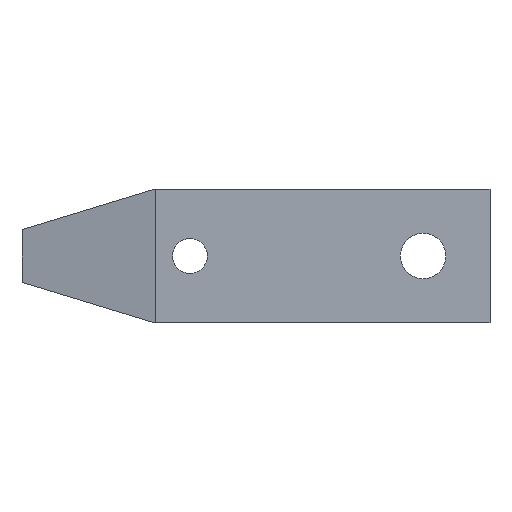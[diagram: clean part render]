
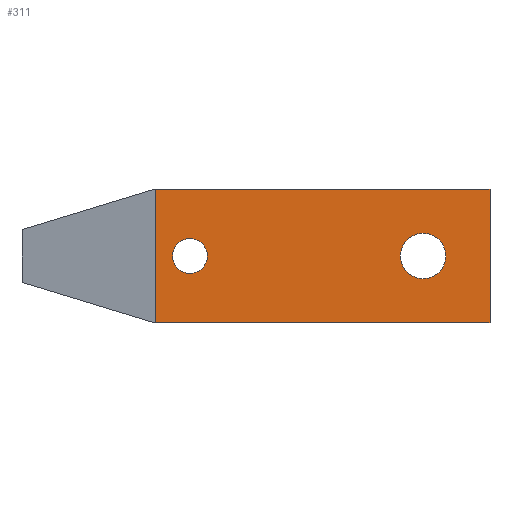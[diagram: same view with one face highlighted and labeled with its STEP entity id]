
A CAD part, front view. The second image highlights one B-rep face of the part: STEP entity #311.
In plain terms, the highlighted planar face has unit normal (0, -1, 0).
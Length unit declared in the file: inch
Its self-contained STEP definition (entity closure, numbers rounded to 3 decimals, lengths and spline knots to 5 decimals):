
#17=FACE_BOUND('',#66,.T.);
#18=FACE_BOUND('',#67,.T.);
#29=PLANE('',#354);
#47=FACE_OUTER_BOUND('',#65,.T.);
#65=EDGE_LOOP('',(#282,#283,#284,#285));
#66=EDGE_LOOP('',(#286));
#67=EDGE_LOOP('',(#287));
#74=LINE('',#455,#110);
#87=LINE('',#481,#123);
#103=LINE('',#517,#139);
#104=LINE('',#518,#140);
#110=VECTOR('',#375,0.3937);
#123=VECTOR('',#394,0.3937);
#139=VECTOR('',#430,0.3937);
#140=VECTOR('',#431,0.3937);
#144=CIRCLE('',#340,0.085);
#146=CIRCLE('',#347,0.065);
#149=VERTEX_POINT('',#445);
#152=VERTEX_POINT('',#452);
#153=VERTEX_POINT('',#454);
#163=VERTEX_POINT('',#480);
#166=VERTEX_POINT('',#488);
#173=VERTEX_POINT('',#516);
#178=EDGE_CURVE('',#149,#149,#144,.T.);
#181=EDGE_CURVE('',#153,#152,#74,.T.);
#194=EDGE_CURVE('',#163,#153,#87,.T.);
#199=EDGE_CURVE('',#166,#166,#146,.T.);
#212=EDGE_CURVE('',#152,#173,#103,.T.);
#213=EDGE_CURVE('',#173,#163,#104,.T.);
#282=ORIENTED_EDGE('',*,*,#181,.T.);
#283=ORIENTED_EDGE('',*,*,#212,.T.);
#284=ORIENTED_EDGE('',*,*,#213,.T.);
#285=ORIENTED_EDGE('',*,*,#194,.T.);
#286=ORIENTED_EDGE('',*,*,#178,.T.);
#287=ORIENTED_EDGE('',*,*,#199,.T.);
#311=ADVANCED_FACE('',(#47,#17,#18),#29,.F.);
#340=AXIS2_PLACEMENT_3D('',#447,#369,#370);
#347=AXIS2_PLACEMENT_3D('',#490,#402,#403);
#354=AXIS2_PLACEMENT_3D('',#515,#428,#429);
#369=DIRECTION('center_axis',(0.,1.,0.));
#370=DIRECTION('ref_axis',(1.,0.,0.));
#375=DIRECTION('',(0.,0.,-1.));
#394=DIRECTION('',(-1.,0.,0.));
#402=DIRECTION('center_axis',(0.,1.,0.));
#403=DIRECTION('ref_axis',(1.,0.,0.));
#428=DIRECTION('center_axis',(0.,1.,0.));
#429=DIRECTION('ref_axis',(0.,0.,1.));
#430=DIRECTION('',(1.,0.,0.));
#431=DIRECTION('',(0.,0.,1.));
#445=CARTESIAN_POINT('',(0.54,0.,0.));
#447=CARTESIAN_POINT('Origin',(0.625,0.,0.));
#452=CARTESIAN_POINT('',(-0.375,0.,-0.25));
#454=CARTESIAN_POINT('',(-0.375,0.,0.25));
#455=CARTESIAN_POINT('',(-0.375,0.,0.125));
#480=CARTESIAN_POINT('',(0.875,0.,0.25));
#481=CARTESIAN_POINT('',(0.875,0.,0.25));
#488=CARTESIAN_POINT('',(-0.312,0.,0.));
#490=CARTESIAN_POINT('Origin',(-0.247,0.,0.));
#515=CARTESIAN_POINT('Origin',(0.,0.,0.));
#516=CARTESIAN_POINT('',(0.875,0.,-0.25));
#517=CARTESIAN_POINT('',(-0.875,0.,-0.25));
#518=CARTESIAN_POINT('',(0.875,0.,-0.25));
